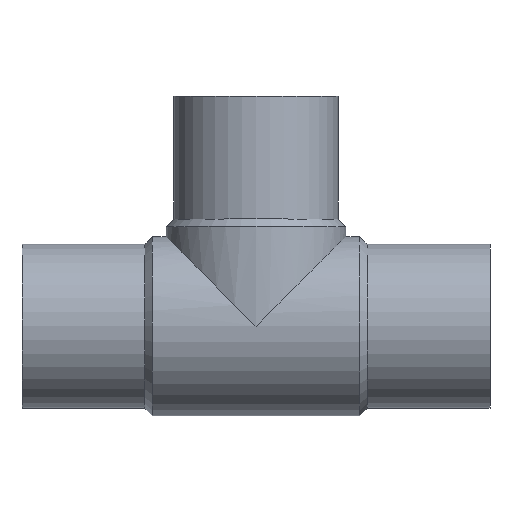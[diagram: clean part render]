
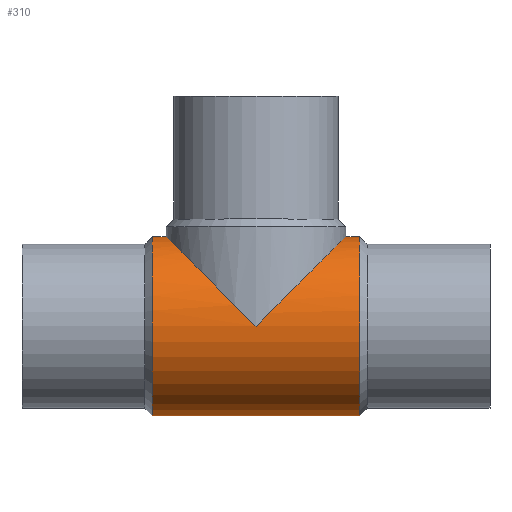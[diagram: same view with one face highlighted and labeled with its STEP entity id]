
A CAD part, top view. The second image highlights one B-rep face of the part: STEP entity #310.
In plain terms, the highlighted cylindrical face has radius 68.2 mm (diameter 136.4 mm), a partial arc.
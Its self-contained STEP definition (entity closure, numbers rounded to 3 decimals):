
#156 = VERTEX_POINT( '', #398 );
#186 = VERTEX_POINT( '', #432 );
#196 = EDGE_CURVE( '', #252, #186, #443, .T. );
#202 = EDGE_CURVE( '', #296, #186, #450, .T. );
#208 = EDGE_CURVE( '', #156, #296, #458, .T. );
#224 = VERTEX_POINT( '', #477 );
#238 = EDGE_CURVE( '', #348, #156, #493, .T. );
#240 = EDGE_CURVE( '', #252, #224, #495, .T. );
#252 = VERTEX_POINT( '', #508 );
#270 = VERTEX_POINT( '', #527 );
#296 = VERTEX_POINT( '', #555 );
#302 = EDGE_CURVE( '', #270, #348, #561, .T. );
#310 = ADVANCED_FACE( '', ( #570 ), #571, .T. );
#330 = EDGE_CURVE( '', #224, #270, #593, .T. );
#348 = VERTEX_POINT( '', #614 );
#398 = CARTESIAN_POINT( '', ( -178., 0., 68.2 ) );
#432 = CARTESIAN_POINT( '', ( -256.8, 68.2, 0. ) );
#443 = CIRCLE( '', #728, 68.2 );
#450 = LINE( '', #737, #738 );
#458 = ELLIPSE( '', #748, 96.449, 68.2 );
#477 = CARTESIAN_POINT( '', ( -99.2, -68.2, 0. ) );
#493 = ELLIPSE( '', #789, 96.449, 68.2 );
#495 = LINE( '', #792, #793 );
#508 = CARTESIAN_POINT( '', ( -256.8, -68.2, 0. ) );
#527 = CARTESIAN_POINT( '', ( -99.2, 68.2, 0. ) );
#555 = CARTESIAN_POINT( '', ( -246.2, 68.2, 0. ) );
#561 = LINE( '', #875, #876 );
#570 = FACE_OUTER_BOUND( '', #887, .T. );
#571 = CYLINDRICAL_SURFACE( '', #888, 68.2 );
#593 = CIRCLE( '', #917, 68.2 );
#614 = CARTESIAN_POINT( '', ( -109.8, 68.2, 0. ) );
#728 = AXIS2_PLACEMENT_3D( '', #1043, #1044, #1045 );
#737 = CARTESIAN_POINT( '', ( -178., 68.2, 0. ) );
#738 = VECTOR( '', #1058, 1. );
#748 = AXIS2_PLACEMENT_3D( '', #1070, #1071, #1072 );
#789 = AXIS2_PLACEMENT_3D( '', #1132, #1133, #1134 );
#792 = CARTESIAN_POINT( '', ( -178., -68.2, 0. ) );
#793 = VECTOR( '', #1135, 1. );
#875 = CARTESIAN_POINT( '', ( -178., 68.2, 0. ) );
#876 = VECTOR( '', #1194, 1. );
#887 = EDGE_LOOP( '', ( #1205, #1206, #1207, #1208, #1209, #1210, #1211 ) );
#888 = AXIS2_PLACEMENT_3D( '', #1212, #1213, #1214 );
#917 = AXIS2_PLACEMENT_3D( '', #1240, #1241, #1242 );
#1043 = CARTESIAN_POINT( '', ( -256.8, 0., 0. ) );
#1044 = DIRECTION( '', ( -1., 0., 0. ) );
#1045 = DIRECTION( '', ( 0., 1., 0. ) );
#1058 = DIRECTION( '', ( -1., 0., 0. ) );
#1070 = CARTESIAN_POINT( '', ( -178., 0., 0. ) );
#1071 = DIRECTION( '', ( -0.707, -0.707, 0. ) );
#1072 = DIRECTION( '', ( 0.707, -0.707, 0. ) );
#1132 = CARTESIAN_POINT( '', ( -178., 0., 0. ) );
#1133 = DIRECTION( '', ( 0.707, -0.707, 0. ) );
#1134 = DIRECTION( '', ( 0.707, 0.707, 0. ) );
#1135 = DIRECTION( '', ( 1., 0., 0. ) );
#1194 = DIRECTION( '', ( -1., 0., 0. ) );
#1205 = ORIENTED_EDGE( '', *, *, #302, .T. );
#1206 = ORIENTED_EDGE( '', *, *, #238, .T. );
#1207 = ORIENTED_EDGE( '', *, *, #208, .T. );
#1208 = ORIENTED_EDGE( '', *, *, #202, .T. );
#1209 = ORIENTED_EDGE( '', *, *, #196, .F. );
#1210 = ORIENTED_EDGE( '', *, *, #240, .T. );
#1211 = ORIENTED_EDGE( '', *, *, #330, .T. );
#1212 = CARTESIAN_POINT( '', ( -178., 0., 0. ) );
#1213 = DIRECTION( '', ( 1., 0., 0. ) );
#1214 = DIRECTION( '', ( 0., 1., 0. ) );
#1240 = CARTESIAN_POINT( '', ( -99.2, 0., 0. ) );
#1241 = DIRECTION( '', ( -1., 0., 0. ) );
#1242 = DIRECTION( '', ( 0., 1., 0. ) );
